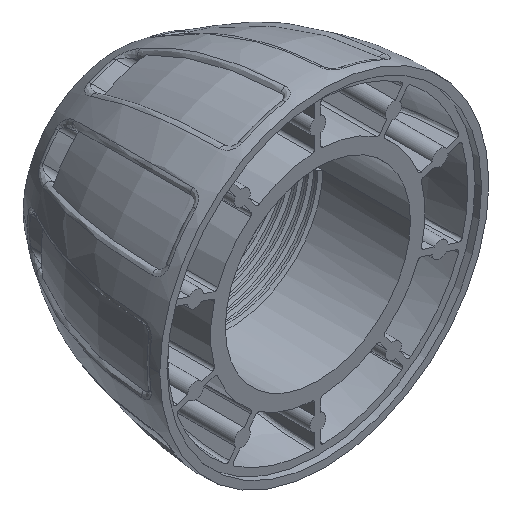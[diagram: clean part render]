
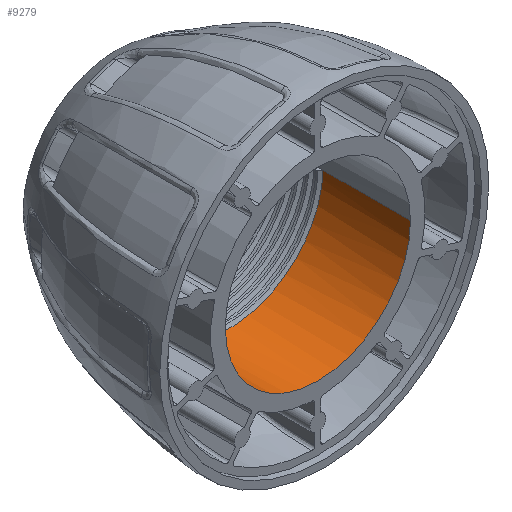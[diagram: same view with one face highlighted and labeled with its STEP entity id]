
A CAD part, isometric view. The second image highlights one B-rep face of the part: STEP entity #9279.
In plain terms, the highlighted cylindrical face has radius 15.75 mm (diameter 31.5 mm), a partial arc.
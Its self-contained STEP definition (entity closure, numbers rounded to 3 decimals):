
#1597=CARTESIAN_POINT('',(0.,20.1,0.));
#1598=DIRECTION('',(0.,1.,0.));
#1599=DIRECTION('',(1.,0.,0.));
#1600=AXIS2_PLACEMENT_3D('',#1597,#1598,#1599);
#1602=DIRECTION('',(0.,1.,0.));
#1603=VECTOR('',#1602,15.65);
#1604=CARTESIAN_POINT('',(-15.75,20.1,0.));
#1605=LINE('',#1604,#1603);
#1606=CARTESIAN_POINT('',(-15.75,35.75,0.));
#1607=CARTESIAN_POINT('',(-15.75,35.738,-0.825));
#1608=CARTESIAN_POINT('',(-15.62,35.713,-2.474));
#1609=CARTESIAN_POINT('',(-15.041,35.675,-4.887));
#1610=CARTESIAN_POINT('',(-14.091,35.638,-7.18));
#1611=CARTESIAN_POINT('',(-12.795,35.6,-9.296));
#1612=CARTESIAN_POINT('',(-11.183,35.563,-11.183));
#1613=CARTESIAN_POINT('',(-9.296,35.525,-12.795));
#1614=CARTESIAN_POINT('',(-7.18,35.488,-14.091));
#1615=CARTESIAN_POINT('',(-4.887,35.45,-15.041));
#1616=CARTESIAN_POINT('',(-2.474,35.413,-15.62));
#1617=CARTESIAN_POINT('',(0.,35.375,-15.815));
#1618=CARTESIAN_POINT('',(2.474,35.338,-15.62));
#1619=CARTESIAN_POINT('',(4.887,35.3,-15.041));
#1620=CARTESIAN_POINT('',(7.18,35.263,-14.091));
#1621=CARTESIAN_POINT('',(9.296,35.225,-12.795));
#1622=CARTESIAN_POINT('',(11.183,35.188,-11.183));
#1623=CARTESIAN_POINT('',(12.795,35.15,-9.296));
#1624=CARTESIAN_POINT('',(14.091,35.113,-7.18));
#1625=CARTESIAN_POINT('',(15.041,35.075,-4.887));
#1626=CARTESIAN_POINT('',(15.62,35.038,-2.474));
#1627=CARTESIAN_POINT('',(15.75,35.013,-0.825));
#1628=CARTESIAN_POINT('',(15.75,35.,0.));
#1630=DIRECTION('',(0.,1.,0.));
#1631=VECTOR('',#1630,14.9);
#1632=CARTESIAN_POINT('',(15.75,20.1,0.));
#1633=LINE('',#1632,#1631);
#7325=CARTESIAN_POINT('',(15.75,35.,0.));
#7326=VERTEX_POINT('',#7325);
#7351=CARTESIAN_POINT('',(-15.75,20.1,0.));
#7352=CARTESIAN_POINT('',(15.75,20.1,0.));
#7353=VERTEX_POINT('',#7351);
#7354=VERTEX_POINT('',#7352);
#7355=CARTESIAN_POINT('',(-15.75,35.75,0.));
#7356=VERTEX_POINT('',#7355);
#9267=CARTESIAN_POINT('',(0.,17.225,0.));
#9268=DIRECTION('',(0.,1.,0.));
#9269=DIRECTION('',(1.,0.,0.));
#9270=AXIS2_PLACEMENT_3D('',#9267,#9268,#9269);
#9271=CYLINDRICAL_SURFACE('',#9270,15.75);
#9272=ORIENTED_EDGE('',*,*,#8775,.T.);
#9273=ORIENTED_EDGE('',*,*,#9163,.T.);
#9275=ORIENTED_EDGE('',*,*,#9274,.T.);
#9276=ORIENTED_EDGE('',*,*,#9155,.F.);
#9277=EDGE_LOOP('',(#9272,#9273,#9275,#9276));
#9278=FACE_OUTER_BOUND('',#9277,.F.);
#9279=ADVANCED_FACE('',(#9278),#9271,.F.);
#1601=CIRCLE('',#1600,15.75);
#1629=B_SPLINE_CURVE_WITH_KNOTS('',3,(#1606,#1607,#1608,#1609,#1610,#1611,#1612,
#1613,#1614,#1615,#1616,#1617,#1618,#1619,#1620,#1621,#1622,#1623,#1624,#1625,
#1626,#1627,#1628),.UNSPECIFIED.,.F.,.F.,(4,1,1,1,1,1,1,1,1,1,1,1,1,1,1,1,1,1,1,
1,4),(0.,0.05,0.1,0.15,0.2,0.25,0.3,0.35,0.4,0.45,0.5,
0.55,0.6,0.65,0.7,0.75,0.8,0.85,0.9,0.95,1.),.UNSPECIFIED.);
#8775=EDGE_CURVE('',#7354,#7353,#1601,.T.);
#9155=EDGE_CURVE('',#7354,#7326,#1633,.T.);
#9163=EDGE_CURVE('',#7353,#7356,#1605,.T.);
#9274=EDGE_CURVE('',#7356,#7326,#1629,.T.);
